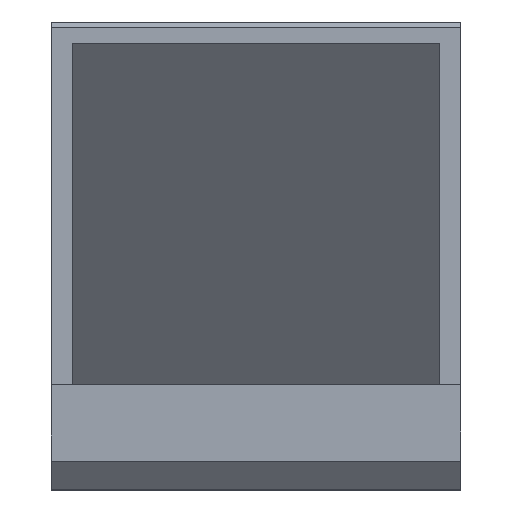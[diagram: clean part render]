
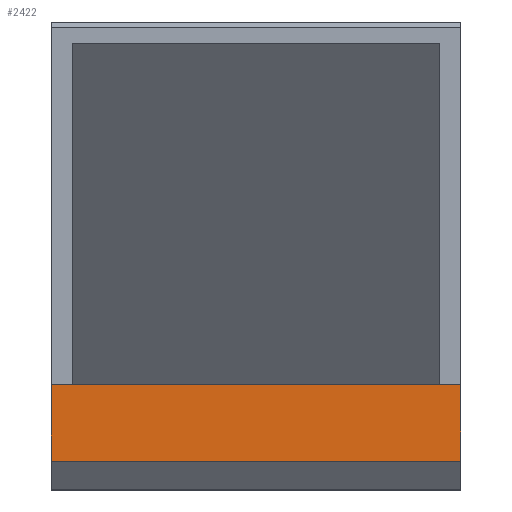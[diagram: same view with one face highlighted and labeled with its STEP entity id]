
A CAD part, front view. The second image highlights one B-rep face of the part: STEP entity #2422.
In plain terms, the highlighted planar face has unit normal (0, -1, 0).
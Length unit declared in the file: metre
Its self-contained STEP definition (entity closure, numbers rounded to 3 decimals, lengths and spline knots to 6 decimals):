
#153=ORIENTED_EDGE('',*,*,#829,.F.);
#154=ORIENTED_EDGE('',*,*,#827,.F.);
#155=ORIENTED_EDGE('',*,*,#830,.T.);
#156=ORIENTED_EDGE('',*,*,#831,.T.);
#157=ORIENTED_EDGE('',*,*,#794,.T.);
#794=EDGE_CURVE('',#1146,#1145,#1393,.T.);
#827=EDGE_CURVE('',#1163,#1164,#1426,.T.);
#829=EDGE_CURVE('',#1164,#1145,#1428,.T.);
#830=EDGE_CURVE('',#1163,#1165,#1429,.T.);
#831=EDGE_CURVE('',#1165,#1146,#1430,.T.);
#1145=VERTEX_POINT('',#3348);
#1146=VERTEX_POINT('',#3350);
#1163=VERTEX_POINT('',#3412);
#1164=VERTEX_POINT('',#3414);
#1165=VERTEX_POINT('',#3419);
#1393=LINE('',#3349,#1752);
#1426=LINE('',#3413,#1785);
#1428=LINE('',#3417,#1787);
#1429=LINE('',#3418,#1788);
#1430=LINE('',#3420,#1789);
#1752=VECTOR('',#2715,1.);
#1785=VECTOR('',#2774,1.);
#1787=VECTOR('',#2778,1.);
#1788=VECTOR('',#2779,1.);
#1789=VECTOR('',#2780,1.);
#2066=EDGE_LOOP('',(#153,#154,#155,#156,#157));
#2189=FACE_BOUND('',#2066,.T.);
#2311=PLANE('',#2546);
#2422=ADVANCED_FACE('',(#2189),#2311,.T.);
#2546=AXIS2_PLACEMENT_3D('',#3416,#2776,#2777);
#2715=DIRECTION('',(1.,0.,0.));
#2774=DIRECTION('',(1.,0.,0.));
#2776=DIRECTION('',(0.,-1.,0.));
#2777=DIRECTION('',(0.,0.,-1.));
#2778=DIRECTION('',(0.,0.,-1.));
#2779=DIRECTION('',(0.,0.,-1.));
#2780=DIRECTION('',(0.,0.,-1.));
#3348=CARTESIAN_POINT('',(0.9,-0.836663,-0.072375));
#3349=CARTESIAN_POINT('',(0.419998,-0.836663,-0.072375));
#3350=CARTESIAN_POINT('',(0.42,-0.836663,-0.072375));
#3412=CARTESIAN_POINT('',(0.42,-0.836663,0.017625));
#3413=CARTESIAN_POINT('',(0.875,-0.836663,0.017625));
#3414=CARTESIAN_POINT('',(0.9,-0.836663,0.017625));
#3416=CARTESIAN_POINT('',(0.875,-0.836663,0.007625));
#3417=CARTESIAN_POINT('',(0.9,-0.836663,0.007625));
#3418=CARTESIAN_POINT('',(0.42,-0.836663,-0.037375));
#3419=CARTESIAN_POINT('',(0.42,-0.836663,-0.002375));
#3420=CARTESIAN_POINT('',(0.42,-0.836663,-0.037375));
